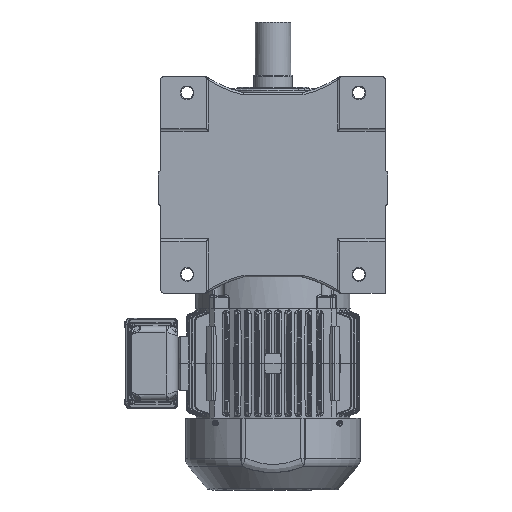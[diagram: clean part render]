
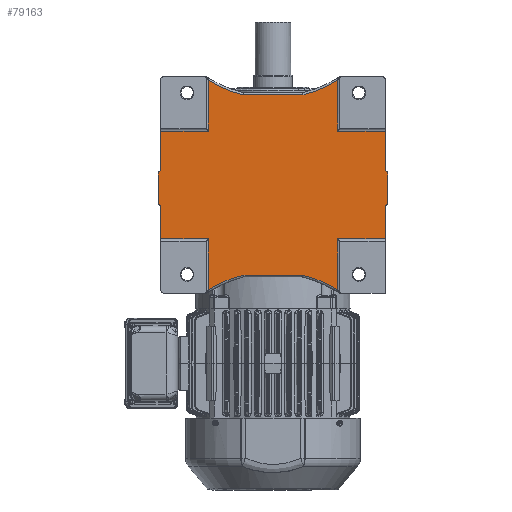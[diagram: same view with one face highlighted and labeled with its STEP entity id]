
A CAD part, front view. The second image highlights one B-rep face of the part: STEP entity #79163.
In plain terms, the highlighted planar face has unit normal (0, -1, 0).
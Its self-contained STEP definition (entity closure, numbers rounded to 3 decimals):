
#5215=CIRCLE('',#83997,5.);
#5217=CIRCLE('',#84000,5.);
#5272=CIRCLE('',#84111,5.);
#5273=CIRCLE('',#84112,5.);
#5274=CIRCLE('',#84113,193.);
#5275=CIRCLE('',#84114,3.);
#5276=CIRCLE('',#84115,3.);
#5277=CIRCLE('',#84116,193.);
#5278=CIRCLE('',#84117,191.741);
#5279=CIRCLE('',#84118,3.);
#5280=CIRCLE('',#84119,3.);
#5281=CIRCLE('',#84120,191.741);
#9187=ORIENTED_EDGE('',*,*,#33565,.T.);
#9188=ORIENTED_EDGE('',*,*,#33566,.F.);
#9189=ORIENTED_EDGE('',*,*,#33567,.T.);
#9190=ORIENTED_EDGE('',*,*,#33568,.F.);
#9191=ORIENTED_EDGE('',*,*,#33569,.F.);
#9192=ORIENTED_EDGE('',*,*,#33570,.F.);
#9193=ORIENTED_EDGE('',*,*,#33571,.T.);
#9194=ORIENTED_EDGE('',*,*,#33572,.T.);
#9195=ORIENTED_EDGE('',*,*,#33400,.T.);
#9196=ORIENTED_EDGE('',*,*,#33573,.T.);
#9197=ORIENTED_EDGE('',*,*,#33574,.F.);
#9198=ORIENTED_EDGE('',*,*,#33575,.T.);
#9199=ORIENTED_EDGE('',*,*,#33576,.F.);
#9200=ORIENTED_EDGE('',*,*,#33577,.T.);
#9201=ORIENTED_EDGE('',*,*,#33431,.T.);
#9202=ORIENTED_EDGE('',*,*,#33578,.F.);
#9203=ORIENTED_EDGE('',*,*,#33579,.F.);
#9204=ORIENTED_EDGE('',*,*,#33424,.T.);
#9205=ORIENTED_EDGE('',*,*,#33420,.T.);
#9206=ORIENTED_EDGE('',*,*,#33427,.T.);
#9207=ORIENTED_EDGE('',*,*,#33580,.F.);
#9208=ORIENTED_EDGE('',*,*,#33581,.T.);
#9209=ORIENTED_EDGE('',*,*,#33438,.T.);
#9210=ORIENTED_EDGE('',*,*,#33582,.T.);
#9211=ORIENTED_EDGE('',*,*,#33583,.F.);
#9212=ORIENTED_EDGE('',*,*,#33584,.T.);
#9213=ORIENTED_EDGE('',*,*,#33585,.F.);
#9214=ORIENTED_EDGE('',*,*,#33586,.T.);
#33400=EDGE_CURVE('',#45601,#45602,#53429,.F.);
#33420=EDGE_CURVE('',#45619,#45620,#53440,.T.);
#33424=EDGE_CURVE('',#45623,#45619,#5215,.F.);
#33427=EDGE_CURVE('',#45620,#45625,#5217,.F.);
#33431=EDGE_CURVE('',#45628,#45627,#53445,.F.);
#33438=EDGE_CURVE('',#45631,#45634,#53447,.F.);
#33565=EDGE_CURVE('',#45763,#45764,#53511,.F.);
#33566=EDGE_CURVE('',#45765,#45764,#53512,.T.);
#33567=EDGE_CURVE('',#45765,#45766,#53513,.T.);
#33568=EDGE_CURVE('',#45767,#45766,#5272,.F.);
#33569=EDGE_CURVE('',#45768,#45767,#53514,.T.);
#33570=EDGE_CURVE('',#45769,#45768,#5273,.F.);
#33571=EDGE_CURVE('',#45769,#45770,#53515,.T.);
#33572=EDGE_CURVE('',#45770,#45601,#53516,.T.);
#33573=EDGE_CURVE('',#45602,#45771,#5274,.F.);
#33574=EDGE_CURVE('',#45772,#45771,#5275,.T.);
#33575=EDGE_CURVE('',#45772,#45773,#53517,.F.);
#33576=EDGE_CURVE('',#45774,#45773,#5276,.T.);
#33577=EDGE_CURVE('',#45774,#45628,#5277,.F.);
#33578=EDGE_CURVE('',#45775,#45627,#53518,.T.);
#33579=EDGE_CURVE('',#45623,#45775,#53519,.T.);
#33580=EDGE_CURVE('',#45776,#45625,#53520,.T.);
#33581=EDGE_CURVE('',#45776,#45631,#53521,.T.);
#33582=EDGE_CURVE('',#45634,#45777,#5278,.F.);
#33583=EDGE_CURVE('',#45778,#45777,#5279,.T.);
#33584=EDGE_CURVE('',#45778,#45779,#53522,.F.);
#33585=EDGE_CURVE('',#45780,#45779,#5280,.T.);
#33586=EDGE_CURVE('',#45780,#45763,#5281,.F.);
#45601=VERTEX_POINT('',#115525);
#45602=VERTEX_POINT('',#115526);
#45619=VERTEX_POINT('',#115575);
#45620=VERTEX_POINT('',#115576);
#45623=VERTEX_POINT('',#115584);
#45625=VERTEX_POINT('',#115590);
#45627=VERTEX_POINT('',#115601);
#45628=VERTEX_POINT('',#115603);
#45631=VERTEX_POINT('',#115618);
#45634=VERTEX_POINT('',#115627);
#45763=VERTEX_POINT('',#115936);
#45764=VERTEX_POINT('',#115937);
#45765=VERTEX_POINT('',#115939);
#45766=VERTEX_POINT('',#115941);
#45767=VERTEX_POINT('',#115943);
#45768=VERTEX_POINT('',#115945);
#45769=VERTEX_POINT('',#115947);
#45770=VERTEX_POINT('',#115949);
#45771=VERTEX_POINT('',#115952);
#45772=VERTEX_POINT('',#115954);
#45773=VERTEX_POINT('',#115956);
#45774=VERTEX_POINT('',#115958);
#45775=VERTEX_POINT('',#115961);
#45776=VERTEX_POINT('',#115964);
#45777=VERTEX_POINT('',#115967);
#45778=VERTEX_POINT('',#115969);
#45779=VERTEX_POINT('',#115971);
#45780=VERTEX_POINT('',#115973);
#53429=LINE('',#115524,#59766);
#53440=LINE('',#115574,#59777);
#53445=LINE('',#115602,#59782);
#53447=LINE('',#115628,#59784);
#53511=LINE('',#115935,#59848);
#53512=LINE('',#115938,#59849);
#53513=LINE('',#115940,#59850);
#53514=LINE('',#115944,#59851);
#53515=LINE('',#115948,#59852);
#53516=LINE('',#115950,#59853);
#53517=LINE('',#115955,#59854);
#53518=LINE('',#115960,#59855);
#53519=LINE('',#115962,#59856);
#53520=LINE('',#115963,#59857);
#53521=LINE('',#115965,#59858);
#53522=LINE('',#115970,#59859);
#59766=VECTOR('',#92394,1000.);
#59777=VECTOR('',#92427,1000.);
#59782=VECTOR('',#92448,1000.);
#59784=VECTOR('',#92456,1000.);
#59848=VECTOR('',#92730,1000.);
#59849=VECTOR('',#92731,1000.);
#59850=VECTOR('',#92732,1000.);
#59851=VECTOR('',#92735,1000.);
#59852=VECTOR('',#92738,1000.);
#59853=VECTOR('',#92739,1000.);
#59854=VECTOR('',#92744,1000.);
#59855=VECTOR('',#92749,1000.);
#59856=VECTOR('',#92750,1000.);
#59857=VECTOR('',#92751,1000.);
#59858=VECTOR('',#92752,1000.);
#59859=VECTOR('',#92757,1000.);
#66173=EDGE_LOOP('',(#9187,#9188,#9189,#9190,#9191,#9192,#9193,#9194,#9195,
#9196,#9197,#9198,#9199,#9200,#9201,#9202,#9203,#9204,#9205,#9206,#9207,
#9208,#9209,#9210,#9211,#9212,#9213,#9214));
#71791=FACE_BOUND('',#66173,.T.);
#77371=PLANE('',#84110);
#79163=ADVANCED_FACE('',(#71791),#77371,.T.);
#83997=AXIS2_PLACEMENT_3D('',#115583,#92434,#92435);
#84000=AXIS2_PLACEMENT_3D('',#115589,#92441,#92442);
#84110=AXIS2_PLACEMENT_3D('',#115934,#92728,#92729);
#84111=AXIS2_PLACEMENT_3D('',#115942,#92733,#92734);
#84112=AXIS2_PLACEMENT_3D('',#115946,#92736,#92737);
#84113=AXIS2_PLACEMENT_3D('',#115951,#92740,#92741);
#84114=AXIS2_PLACEMENT_3D('',#115953,#92742,#92743);
#84115=AXIS2_PLACEMENT_3D('',#115957,#92745,#92746);
#84116=AXIS2_PLACEMENT_3D('',#115959,#92747,#92748);
#84117=AXIS2_PLACEMENT_3D('',#115966,#92753,#92754);
#84118=AXIS2_PLACEMENT_3D('',#115968,#92755,#92756);
#84119=AXIS2_PLACEMENT_3D('',#115972,#92758,#92759);
#84120=AXIS2_PLACEMENT_3D('',#115974,#92760,#92761);
#92394=DIRECTION('',(0.,0.,1.));
#92427=DIRECTION('',(0.,0.,1.));
#92434=DIRECTION('',(0.,-1.,0.));
#92435=DIRECTION('',(0.,0.,-1.));
#92441=DIRECTION('',(0.,-1.,0.));
#92442=DIRECTION('',(0.,0.,-1.));
#92448=DIRECTION('',(0.,0.,-1.));
#92456=DIRECTION('',(0.,0.,-1.));
#92728=DIRECTION('',(0.,-1.,0.));
#92729=DIRECTION('',(1.,0.,0.));
#92730=DIRECTION('',(0.,0.,1.));
#92731=DIRECTION('',(1.,0.,0.));
#92732=DIRECTION('',(0.,0.,-1.));
#92733=DIRECTION('',(0.,1.,0.));
#92734=DIRECTION('',(0.,0.,1.));
#92735=DIRECTION('',(0.,0.,1.));
#92736=DIRECTION('',(0.,1.,0.));
#92737=DIRECTION('',(0.,0.,1.));
#92738=DIRECTION('',(0.,0.,-1.));
#92739=DIRECTION('',(1.,0.,0.));
#92740=DIRECTION('',(0.,-1.,0.));
#92741=DIRECTION('',(1.,0.,0.));
#92742=DIRECTION('',(0.,-1.,0.));
#92743=DIRECTION('',(1.,0.,0.));
#92744=DIRECTION('',(-1.,0.,0.));
#92745=DIRECTION('',(0.,-1.,0.));
#92746=DIRECTION('',(1.,0.,0.));
#92747=DIRECTION('',(0.,-1.,0.));
#92748=DIRECTION('',(1.,0.,0.));
#92749=DIRECTION('',(-1.,0.,0.));
#92750=DIRECTION('',(0.,0.,-1.));
#92751=DIRECTION('',(0.,0.,-1.));
#92752=DIRECTION('',(-1.,0.,0.));
#92753=DIRECTION('',(0.,-1.,0.));
#92754=DIRECTION('',(1.,0.,0.));
#92755=DIRECTION('',(0.,-1.,0.));
#92756=DIRECTION('',(1.,0.,0.));
#92757=DIRECTION('',(1.,0.,0.));
#92758=DIRECTION('',(0.,-1.,0.));
#92759=DIRECTION('',(1.,0.,0.));
#92760=DIRECTION('',(0.,-1.,0.));
#92761=DIRECTION('',(1.,0.,0.));
#115524=CARTESIAN_POINT('',(-100.,4.,-176.5));
#115525=CARTESIAN_POINT('',(-100.,4.,-92.5));
#115526=CARTESIAN_POINT('',(-100.,4.,-171.086));
#115574=CARTESIAN_POINT('',(177.,4.,-14.5));
#115575=CARTESIAN_POINT('',(177.,4.,-39.5));
#115576=CARTESIAN_POINT('',(177.,4.,10.5));
#115583=CARTESIAN_POINT('',(178.,4.,-44.399));
#115584=CARTESIAN_POINT('',(173.,4.,-44.399));
#115589=CARTESIAN_POINT('',(178.,4.,15.399));
#115590=CARTESIAN_POINT('',(173.,4.,15.399));
#115601=CARTESIAN_POINT('',(100.,4.,-92.5));
#115602=CARTESIAN_POINT('',(100.,4.,315.659));
#115603=CARTESIAN_POINT('',(100.,4.,-171.086));
#115618=CARTESIAN_POINT('',(100.,4.,73.5));
#115627=CARTESIAN_POINT('',(100.,4.,152.06));
#115628=CARTESIAN_POINT('',(100.,4.,315.659));
#115934=CARTESIAN_POINT('',(0.,4.,315.659));
#115935=CARTESIAN_POINT('',(-100.,4.,-176.5));
#115936=CARTESIAN_POINT('',(-100.,4.,152.06));
#115937=CARTESIAN_POINT('',(-100.,4.,73.5));
#115938=CARTESIAN_POINT('',(-603.225,4.,73.5));
#115939=CARTESIAN_POINT('',(-173.,4.,73.5));
#115940=CARTESIAN_POINT('',(-173.,4.,91.5));
#115941=CARTESIAN_POINT('',(-173.,4.,15.399));
#115942=CARTESIAN_POINT('',(-178.,4.,15.399));
#115943=CARTESIAN_POINT('',(-177.,4.,10.5));
#115944=CARTESIAN_POINT('',(-177.,4.,-14.5));
#115945=CARTESIAN_POINT('',(-177.,4.,-39.5));
#115946=CARTESIAN_POINT('',(-178.,4.,-44.399));
#115947=CARTESIAN_POINT('',(-173.,4.,-44.399));
#115948=CARTESIAN_POINT('',(-173.,4.,91.5));
#115949=CARTESIAN_POINT('',(-173.,4.,-92.5));
#115950=CARTESIAN_POINT('',(-603.225,4.,-92.5));
#115951=CARTESIAN_POINT('',(0.,4.,-336.159));
#115952=CARTESIAN_POINT('',(-45.439,4.,-148.584));
#115953=CARTESIAN_POINT('',(-44.733,4.,-151.5));
#115954=CARTESIAN_POINT('',(-44.733,4.,-148.5));
#115955=CARTESIAN_POINT('',(0.,4.,-148.5));
#115956=CARTESIAN_POINT('',(44.733,4.,-148.5));
#115957=CARTESIAN_POINT('',(44.733,4.,-151.5));
#115958=CARTESIAN_POINT('',(45.439,4.,-148.584));
#115959=CARTESIAN_POINT('',(0.,4.,-336.159));
#115960=CARTESIAN_POINT('',(603.225,4.,-92.5));
#115961=CARTESIAN_POINT('',(173.,4.,-92.5));
#115962=CARTESIAN_POINT('',(173.,4.,91.5));
#115963=CARTESIAN_POINT('',(173.,4.,91.5));
#115964=CARTESIAN_POINT('',(173.,4.,73.5));
#115965=CARTESIAN_POINT('',(603.225,4.,73.5));
#115966=CARTESIAN_POINT('',(0.,4.,315.659));
#115967=CARTESIAN_POINT('',(46.288,4.,129.589));
#115968=CARTESIAN_POINT('',(45.564,4.,132.5));
#115969=CARTESIAN_POINT('',(45.564,4.,129.5));
#115970=CARTESIAN_POINT('',(0.,4.,129.5));
#115971=CARTESIAN_POINT('',(-45.564,4.,129.5));
#115972=CARTESIAN_POINT('',(-45.564,4.,132.5));
#115973=CARTESIAN_POINT('',(-46.288,4.,129.589));
#115974=CARTESIAN_POINT('',(0.,4.,315.659));
